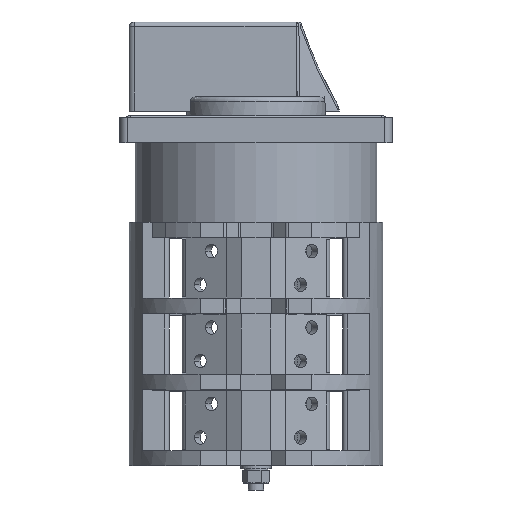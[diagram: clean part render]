
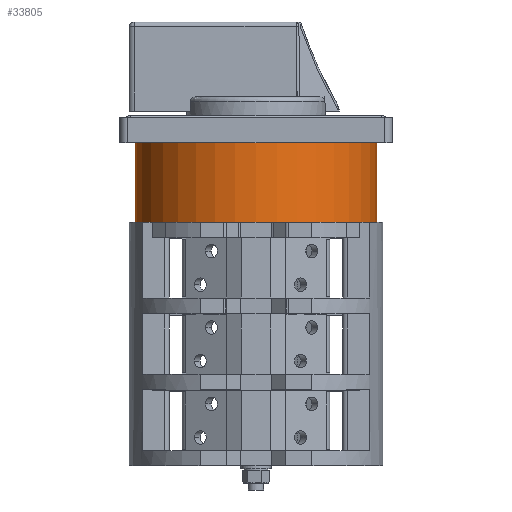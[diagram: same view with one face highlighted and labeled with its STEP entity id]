
A CAD part, left-side view. The second image highlights one B-rep face of the part: STEP entity #33805.
In plain terms, the highlighted cylindrical face has radius 40 mm (diameter 80 mm), a partial arc.
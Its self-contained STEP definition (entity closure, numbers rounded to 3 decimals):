
#32933=CARTESIAN_POINT('',(-45.,45.,56.3));
#32934=DIRECTION('',(0.,0.,-1.));
#32935=DIRECTION('',(0.,-1.,0.));
#32936=AXIS2_PLACEMENT_3D('',#32933,#32934,#32935);
#33255=CARTESIAN_POINT('',(-45.,45.,30.));
#33256=DIRECTION('',(0.,0.,1.));
#33257=DIRECTION('',(0.,1.,0.));
#33258=AXIS2_PLACEMENT_3D('',#33255,#33256,#33257);
#33311=DIRECTION('',(0.,0.,-1.));
#33312=VECTOR('',#33311,26.3);
#33313=CARTESIAN_POINT('',(-45.,85.,56.3));
#33314=LINE('',#33313,#33312);
#33318=DIRECTION('',(0.,0.,-1.));
#33319=VECTOR('',#33318,26.3);
#33320=CARTESIAN_POINT('',(-45.,5.,56.3));
#33321=LINE('',#33320,#33319);
#33432=CARTESIAN_POINT('',(-45.,85.,56.3));
#33433=CARTESIAN_POINT('',(-45.,5.,56.3));
#33434=VERTEX_POINT('',#33432);
#33435=VERTEX_POINT('',#33433);
#33500=CARTESIAN_POINT('',(-45.,5.,30.));
#33501=CARTESIAN_POINT('',(-45.,85.,30.));
#33502=VERTEX_POINT('',#33500);
#33503=VERTEX_POINT('',#33501);
#33794=CARTESIAN_POINT('',(-45.,45.,30.));
#33795=DIRECTION('',(0.,0.,1.));
#33796=DIRECTION('',(0.,-1.,0.));
#33797=AXIS2_PLACEMENT_3D('',#33794,#33795,#33796);
#33798=CYLINDRICAL_SURFACE('',#33797,40.);
#33799=ORIENTED_EDGE('',*,*,#33758,.F.);
#33800=ORIENTED_EDGE('',*,*,#33789,.F.);
#33801=ORIENTED_EDGE('',*,*,#33537,.F.);
#33802=ORIENTED_EDGE('',*,*,#33786,.T.);
#33803=EDGE_LOOP('',(#33799,#33800,#33801,#33802));
#33804=FACE_OUTER_BOUND('',#33803,.F.);
#32937=CIRCLE('',#32936,40.);
#33259=CIRCLE('',#33258,40.);
#33537=EDGE_CURVE('',#33435,#33434,#32937,.T.);
#33758=EDGE_CURVE('',#33503,#33502,#33259,.T.);
#33786=EDGE_CURVE('',#33435,#33502,#33321,.T.);
#33789=EDGE_CURVE('',#33434,#33503,#33314,.T.);
#33805=ADVANCED_FACE('',(#33804),#33798,.T.);
